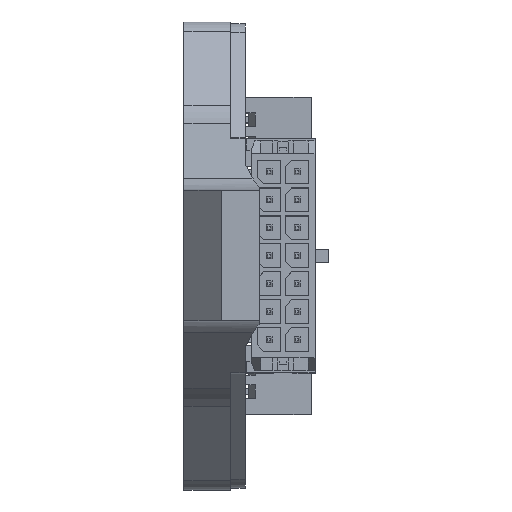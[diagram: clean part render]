
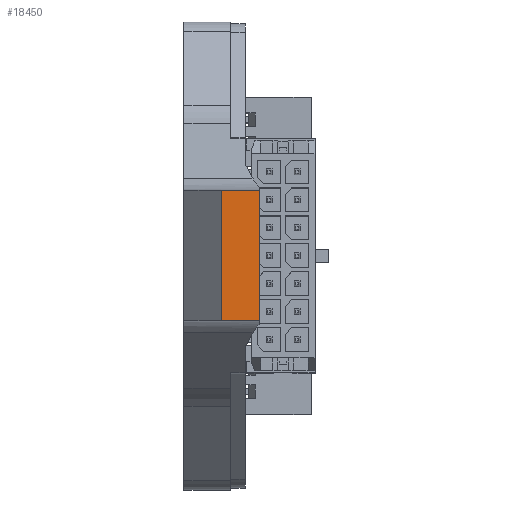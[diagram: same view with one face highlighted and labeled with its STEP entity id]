
A CAD part, top view. The second image highlights one B-rep face of the part: STEP entity #18450.
In plain terms, the highlighted face is planar.
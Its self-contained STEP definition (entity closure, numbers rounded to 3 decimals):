
#1476=FACE_OUTER_BOUND('',#2576,.T.);
#2576=EDGE_LOOP('',(#16341,#16342,#16343,#16344));
#4803=LINE('',#29266,#7126);
#4804=LINE('',#29269,#7127);
#4814=LINE('',#29292,#7137);
#4835=LINE('',#29335,#7158);
#7126=VECTOR('',#24097,10.);
#7127=VECTOR('',#24100,10.);
#7137=VECTOR('',#24118,10.);
#7158=VECTOR('',#24165,10.);
#8766=VERTEX_POINT('',#29262);
#8767=VERTEX_POINT('',#29264);
#8768=VERTEX_POINT('',#29268);
#8777=VERTEX_POINT('',#29290);
#11213=EDGE_CURVE('',#8767,#8766,#4803,.T.);
#11214=EDGE_CURVE('',#8768,#8766,#4804,.T.);
#11226=EDGE_CURVE('',#8777,#8767,#4814,.T.);
#11249=EDGE_CURVE('',#8768,#8777,#4835,.T.);
#16341=ORIENTED_EDGE('',*,*,#11213,.F.);
#16342=ORIENTED_EDGE('',*,*,#11226,.F.);
#16343=ORIENTED_EDGE('',*,*,#11249,.F.);
#16344=ORIENTED_EDGE('',*,*,#11214,.T.);
#17246=PLANE('',#19690);
#18450=ADVANCED_FACE('',(#1476),#17246,.T.);
#19690=AXIS2_PLACEMENT_3D('',#29521,#24384,#24385);
#24097=DIRECTION('',(1.,0.,0.));
#24100=DIRECTION('',(0.,0.,-1.));
#24118=DIRECTION('',(0.,0.,-1.));
#24165=DIRECTION('',(-1.,0.,0.));
#24384=DIRECTION('center_axis',(0.,1.,0.));
#24385=DIRECTION('ref_axis',(1.,0.,0.));
#29262=CARTESIAN_POINT('',(7.,31.2,-1.));
#29264=CARTESIAN_POINT('',(-7.,31.2,-1.));
#29266=CARTESIAN_POINT('',(-3.5,31.2,-1.));
#29268=CARTESIAN_POINT('',(7.,31.2,3.1));
#29269=CARTESIAN_POINT('',(7.,31.2,0.));
#29290=CARTESIAN_POINT('',(-7.,31.2,3.1));
#29292=CARTESIAN_POINT('',(-7.,31.2,0.));
#29335=CARTESIAN_POINT('',(3.5,31.2,3.1));
#29521=CARTESIAN_POINT('Origin',(-7.,31.2,0.));
